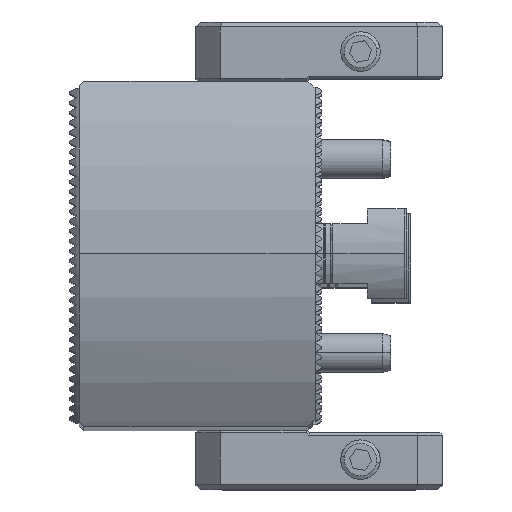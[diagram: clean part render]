
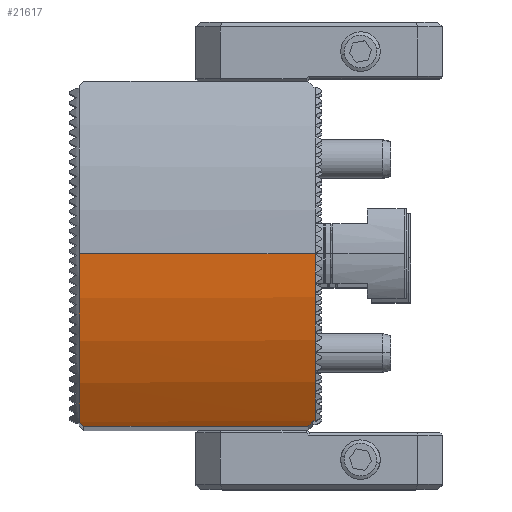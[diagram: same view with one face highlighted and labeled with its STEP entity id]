
A CAD part, top view. The second image highlights one B-rep face of the part: STEP entity #21617.
In plain terms, the highlighted cylindrical face has radius 65 mm (diameter 130 mm), a partial arc.
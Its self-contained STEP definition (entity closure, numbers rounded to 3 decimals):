
#76 = CIRCLE ( 'NONE', #7403, 65. ) ;
#321 = DIRECTION ( 'NONE',  ( 1., 0., 0. ) ) ;
#644 = EDGE_CURVE ( 'NONE', #43494, #28035, #23449, .T. ) ;
#855 = DIRECTION ( 'NONE',  ( -1., 0., 0. ) ) ;
#2172 = CARTESIAN_POINT ( 'NONE',  ( 24.2, -33.8, 255.521 ) ) ;
#2295 = CARTESIAN_POINT ( 'NONE',  ( 24.2, 0., 265. ) ) ;
#4998 = CARTESIAN_POINT ( 'NONE',  ( 25.9, 0., 265. ) ) ;
#6225 = ORIENTED_EDGE ( 'NONE', *, *, #38080, .T. ) ;
#6293 = DIRECTION ( 'NONE',  ( -1., 0., 0. ) ) ;
#7403 = AXIS2_PLACEMENT_3D ( 'NONE', #31957, #6293, #36255 ) ;
#7815 = CARTESIAN_POINT ( 'NONE',  ( -23.577, -34.123, 255.323 ) ) ;
#8800 = LINE ( 'NONE', #34974, #40310 ) ;
#9665 = CYLINDRICAL_SURFACE ( 'NONE', #43053, 65. ) ;
#10671 = CARTESIAN_POINT ( 'NONE',  ( 23.497, -34.203, 255.276 ) ) ;
#11013 = FACE_OUTER_BOUND ( 'NONE', #32035, .T. ) ;
#11080 = CARTESIAN_POINT ( 'NONE',  ( 24.2, 0., 200. ) ) ;
#12784 = VERTEX_POINT ( 'NONE', #2172 ) ;
#14277 = ORIENTED_EDGE ( 'NONE', *, *, #29968, .F. ) ;
#14462 = EDGE_CURVE ( 'NONE', #42831, #23426, #8800, .T. ) ;
#14770 = CARTESIAN_POINT ( 'NONE',  ( 22.7, -35., 254.772 ) ) ;
#15302 = CARTESIAN_POINT ( 'NONE',  ( 22.7, -35., 254.772 ) ) ;
#15384 = DIRECTION ( 'NONE',  ( 0., 0., -1. ) ) ;
#15795 = DIRECTION ( 'NONE',  ( -1., 0., 0. ) ) ;
#16734 = LINE ( 'NONE', #25978, #50937 ) ;
#19731 = CIRCLE ( 'NONE', #55327, 65. ) ;
#20131 = CARTESIAN_POINT ( 'NONE',  ( 25.9, 0., 200. ) ) ;
#21000 = ORIENTED_EDGE ( 'NONE', *, *, #26505, .T. ) ;
#21617 = ADVANCED_FACE ( 'NONE', ( #11013 ), #9665, .T. ) ;
#23372 = CARTESIAN_POINT ( 'NONE',  ( 23.9, -33.8, 255.521 ) ) ;
#23426 = VERTEX_POINT ( 'NONE', #48137 ) ;
#23449 = LINE ( 'NONE', #4998, #46245 ) ;
#25978 = CARTESIAN_POINT ( 'NONE',  ( 25.9, -33.8, 255.521 ) ) ;
#26505 = EDGE_CURVE ( 'NONE', #42729, #12784, #16734, .T. ) ;
#26585 = VERTEX_POINT ( 'NONE', #39454 ) ;
#28035 = VERTEX_POINT ( 'NONE', #44418 ) ;
#29168 = CARTESIAN_POINT ( 'NONE',  ( -22.991, -34.709, 254.958 ) ) ;
#29968 = EDGE_CURVE ( 'NONE', #23426, #26585, #47264, .T. ) ;
#31957 = CARTESIAN_POINT ( 'NONE',  ( -23.577, 0., 200. ) ) ;
#32035 = EDGE_LOOP ( 'NONE', ( #6225, #54508, #33054, #14277, #39745, #41128, #21000 ) ) ;
#32876 = DIRECTION ( 'NONE',  ( 0., 0., 1. ) ) ;
#33054 = ORIENTED_EDGE ( 'NONE', *, *, #46392, .F. ) ;
#33502 = CARTESIAN_POINT ( 'NONE',  ( -23.283, -34.417, 255.142 ) ) ;
#34974 = CARTESIAN_POINT ( 'NONE',  ( 25.9, -35., 254.772 ) ) ;
#36255 = DIRECTION ( 'NONE',  ( 0., 0., 1. ) ) ;
#37625 = CARTESIAN_POINT ( 'NONE',  ( -22.7, -35., 254.772 ) ) ;
#38080 = EDGE_CURVE ( 'NONE', #12784, #43494, #19731, .T. ) ;
#39277 = DIRECTION ( 'NONE',  ( -1., 0., 0. ) ) ;
#39454 = CARTESIAN_POINT ( 'NONE',  ( -23.577, -34.123, 255.323 ) ) ;
#39745 = ORIENTED_EDGE ( 'NONE', *, *, #14462, .F. ) ;
#40310 = VECTOR ( 'NONE', #39277, 1000. ) ;
#40624 = CARTESIAN_POINT ( 'NONE',  ( 23.9, -33.8, 255.521 ) ) ;
#41061 = DIRECTION ( 'NONE',  ( -1., 0., 0. ) ) ;
#41128 = ORIENTED_EDGE ( 'NONE', *, *, #50844, .T. ) ;
#42729 = VERTEX_POINT ( 'NONE', #23372 ) ;
#42831 = VERTEX_POINT ( 'NONE', #15302 ) ;
#43053 = AXIS2_PLACEMENT_3D ( 'NONE', #20131, #15795, #32876 ) ;
#43494 = VERTEX_POINT ( 'NONE', #2295 ) ;
#44418 = CARTESIAN_POINT ( 'NONE',  ( -23.577, 0., 265. ) ) ;
#46245 = VECTOR ( 'NONE', #855, 1000. ) ;
#46392 = EDGE_CURVE ( 'NONE', #26585, #28035, #76, .T. ) ;
#47264 =( BOUNDED_CURVE ( )  B_SPLINE_CURVE ( 3, ( #37625, #29168, #33502, #7815 ),
 .UNSPECIFIED., .F., .F. ) 
 B_SPLINE_CURVE_WITH_KNOTS ( ( 4, 4 ),
 ( 4.144, 4.16 ),
 .UNSPECIFIED. ) 
 CURVE ( )  GEOMETRIC_REPRESENTATION_ITEM ( )  RATIONAL_B_SPLINE_CURVE ( ( 1., 1., 1., 1. ) ) 
 REPRESENTATION_ITEM ( '' )  );
#48137 = CARTESIAN_POINT ( 'NONE',  ( -22.7, -35., 254.772 ) ) ;
#50844 = EDGE_CURVE ( 'NONE', #42831, #42729, #55107, .T. ) ;
#50937 = VECTOR ( 'NONE', #321, 1000. ) ;
#53348 = CARTESIAN_POINT ( 'NONE',  ( 23.097, -34.603, 255.026 ) ) ;
#54508 = ORIENTED_EDGE ( 'NONE', *, *, #644, .T. ) ;
#55107 =( BOUNDED_CURVE ( )  B_SPLINE_CURVE ( 3, ( #14770, #53348, #10671, #40624 ),
 .UNSPECIFIED., .F., .F. ) 
 B_SPLINE_CURVE_WITH_KNOTS ( ( 4, 4 ),
 ( 1.002, 1.024 ),
 .UNSPECIFIED. ) 
 CURVE ( )  GEOMETRIC_REPRESENTATION_ITEM ( )  RATIONAL_B_SPLINE_CURVE ( ( 1., 1., 1., 1. ) ) 
 REPRESENTATION_ITEM ( '' )  );
#55327 = AXIS2_PLACEMENT_3D ( 'NONE', #11080, #41061, #15384 ) ;
